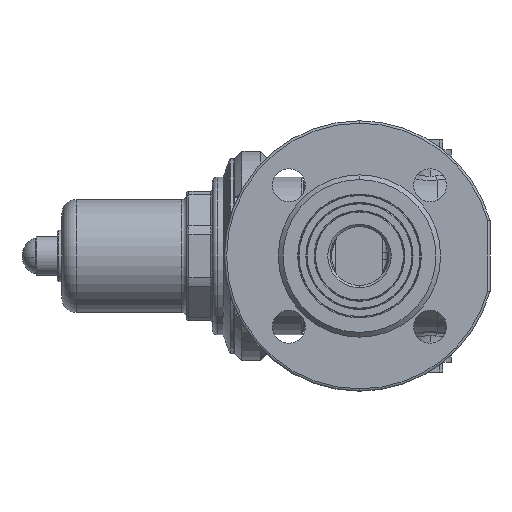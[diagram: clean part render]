
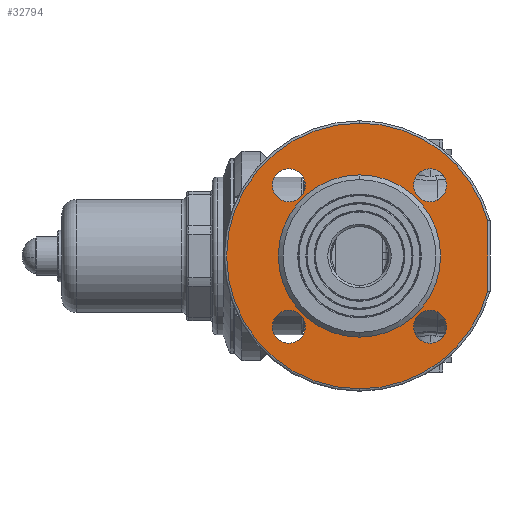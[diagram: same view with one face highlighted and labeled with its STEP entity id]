
A CAD part, left-side view. The second image highlights one B-rep face of the part: STEP entity #32794.
In plain terms, the highlighted planar face has unit normal (-1, 0, 0).
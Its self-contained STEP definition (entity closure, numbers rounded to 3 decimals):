
#15462 = CARTESIAN_POINT ( 'NONE',  ( -78., 30.052, -23.052 ) ) ;
#16175 = CARTESIAN_POINT ( 'NONE',  ( -78., 30.052, -37.052 ) ) ;
#16207 = CARTESIAN_POINT ( 'NONE',  ( -78., -30.052, -37.052 ) ) ;
#16242 = DIRECTION ( 'NONE',  ( 1., 0., 0. ) ) ;
#16271 = CIRCLE ( 'NONE', #16339, 7. ) ;
#16282 = CARTESIAN_POINT ( 'NONE',  ( -78., 30.052, -30.052 ) ) ;
#16334 = DIRECTION ( 'NONE',  ( 0., 0., -1. ) ) ;
#16339 = AXIS2_PLACEMENT_3D ( 'NONE', #16282, #16242, #16334 ) ;
#16577 = CARTESIAN_POINT ( 'NONE',  ( -78., 30.052, 23.052 ) ) ;
#16579 = CARTESIAN_POINT ( 'NONE',  ( -78., -30.052, 23.052 ) ) ;
#16600 = CARTESIAN_POINT ( 'NONE',  ( -78., -30.052, -23.052 ) ) ;
#16629 = DIRECTION ( 'NONE',  ( 0., 0., -1. ) ) ;
#16630 = DIRECTION ( 'NONE',  ( 1., 0., 0. ) ) ;
#16631 = CARTESIAN_POINT ( 'NONE',  ( -78., -30.052, -30.052 ) ) ;
#16632 = AXIS2_PLACEMENT_3D ( 'NONE', #16631, #16630, #16629 ) ;
#16633 = CIRCLE ( 'NONE', #16632, 7. ) ;
#16695 = CARTESIAN_POINT ( 'NONE',  ( -78., 30.052, 37.052 ) ) ;
#16822 = CARTESIAN_POINT ( 'NONE',  ( -78., -30.052, 37.052 ) ) ;
#16869 = CIRCLE ( 'NONE', #16902, 7. ) ;
#16901 = DIRECTION ( 'NONE',  ( 0., 0., -1. ) ) ;
#16902 = AXIS2_PLACEMENT_3D ( 'NONE', #16906, #16907, #16901 ) ;
#16906 = CARTESIAN_POINT ( 'NONE',  ( -78., -30.052, 30.052 ) ) ;
#16907 = DIRECTION ( 'NONE',  ( 1., 0., 0. ) ) ;
#17038 = DIRECTION ( 'NONE',  ( 0., 0., -1. ) ) ;
#17039 = DIRECTION ( 'NONE',  ( 1., 0., 0. ) ) ;
#17040 = AXIS2_PLACEMENT_3D ( 'NONE', #17044, #17039, #17038 ) ;
#17042 = CIRCLE ( 'NONE', #17040, 7. ) ;
#17044 = CARTESIAN_POINT ( 'NONE',  ( -78., 30.052, 30.052 ) ) ;
#24248 = CARTESIAN_POINT ( 'NONE',  ( -78., 0., 56.5 ) ) ;
#25178 = CARTESIAN_POINT ( 'NONE',  ( -78., -54.5, 14.9 ) ) ;
#25724 = CIRCLE ( 'NONE', #25729, 56.5 ) ;
#25728 = CARTESIAN_POINT ( 'NONE',  ( -78., 0., 0. ) ) ;
#25729 = AXIS2_PLACEMENT_3D ( 'NONE', #25728, #25776, #25775 ) ;
#25768 = CARTESIAN_POINT ( 'NONE',  ( -78., 0., 34.5 ) ) ;
#25775 = DIRECTION ( 'NONE',  ( 0., 0., 1. ) ) ;
#25776 = DIRECTION ( 'NONE',  ( -1., 0., 0. ) ) ;
#25815 = CARTESIAN_POINT ( 'NONE',  ( -78., 0., -56.5 ) ) ;
#25821 = AXIS2_PLACEMENT_3D ( 'NONE', #25883, #25882, #25881 ) ;
#25822 = CIRCLE ( 'NONE', #25821, 56.5 ) ;
#25844 = CIRCLE ( 'NONE', #25860, 34.5 ) ;
#25860 = AXIS2_PLACEMENT_3D ( 'NONE', #25878, #25872, #25909 ) ;
#25872 = DIRECTION ( 'NONE',  ( -1., 0., 0. ) ) ;
#25878 = CARTESIAN_POINT ( 'NONE',  ( -78., 0., 0. ) ) ;
#25881 = DIRECTION ( 'NONE',  ( 0., 0., 1. ) ) ;
#25882 = DIRECTION ( 'NONE',  ( -1., 0., 0. ) ) ;
#25883 = CARTESIAN_POINT ( 'NONE',  ( -78., 0., 0. ) ) ;
#25909 = DIRECTION ( 'NONE',  ( 0., 0., 1. ) ) ;
#25958 = CARTESIAN_POINT ( 'NONE',  ( -78., 0., -34.5 ) ) ;
#32729 = EDGE_CURVE ( 'NONE', #57709, #57662, #63121, .T. ) ;
#32731 = ORIENTED_EDGE ( 'NONE', *, *, #32729, .F. ) ;
#32732 = EDGE_LOOP ( 'NONE', ( #32752, #32796 ) ) ;
#32745 = EDGE_CURVE ( 'NONE', #46027, #46273, #63136, .T. ) ;
#32752 = ORIENTED_EDGE ( 'NONE', *, *, #45209, .T. ) ;
#32780 = EDGE_LOOP ( 'NONE', ( #32731, #32789 ) ) ;
#32781 = ORIENTED_EDGE ( 'NONE', *, *, #47777, .T. ) ;
#32782 = EDGE_LOOP ( 'NONE', ( #32781, #32784 ) ) ;
#32783 = EDGE_LOOP ( 'NONE', ( #32787, #32803, #32847, #32788 ) ) ;
#32784 = ORIENTED_EDGE ( 'NONE', *, *, #32745, .T. ) ;
#32786 = EDGE_CURVE ( 'NONE', #57668, #32808, #63762, .T. ) ;
#32787 = ORIENTED_EDGE ( 'NONE', *, *, #57646, .T. ) ;
#32788 = ORIENTED_EDGE ( 'NONE', *, *, #32848, .T. ) ;
#32789 = ORIENTED_EDGE ( 'NONE', *, *, #57697, .F. ) ;
#32794 = ADVANCED_FACE ( 'NONE', ( #63747, #63792, #63755, #63766, #63764, #63745 ), #63768, .F. ) ;
#32795 = EDGE_CURVE ( 'NONE', #46023, #47182, #63820, .T. ) ;
#32796 = ORIENTED_EDGE ( 'NONE', *, *, #32811, .T. ) ;
#32797 = EDGE_LOOP ( 'NONE', ( #32798, #32800 ) ) ;
#32798 = ORIENTED_EDGE ( 'NONE', *, *, #46084, .T. ) ;
#32799 = ORIENTED_EDGE ( 'NONE', *, *, #32795, .T. ) ;
#32800 = ORIENTED_EDGE ( 'NONE', *, *, #32804, .T. ) ;
#32801 = EDGE_LOOP ( 'NONE', ( #32802, #32799 ) ) ;
#32802 = ORIENTED_EDGE ( 'NONE', *, *, #47367, .T. ) ;
#32803 = ORIENTED_EDGE ( 'NONE', *, *, #57683, .T. ) ;
#32804 = EDGE_CURVE ( 'NONE', #45099, #46066, #63804, .T. ) ;
#32808 = VERTEX_POINT ( 'NONE', #63802 ) ;
#32811 = EDGE_CURVE ( 'NONE', #44994, #43205, #63957, .T. ) ;
#32847 = ORIENTED_EDGE ( 'NONE', *, *, #32786, .T. ) ;
#32848 = EDGE_CURVE ( 'NONE', #32808, #57487, #64076, .T. ) ;
#43205 = VERTEX_POINT ( 'NONE', #15462 ) ;
#44994 = VERTEX_POINT ( 'NONE', #16175 ) ;
#45099 = VERTEX_POINT ( 'NONE', #16207 ) ;
#45209 = EDGE_CURVE ( 'NONE', #43205, #44994, #16271, .T. ) ;
#46023 = VERTEX_POINT ( 'NONE', #16579 ) ;
#46027 = VERTEX_POINT ( 'NONE', #16577 ) ;
#46066 = VERTEX_POINT ( 'NONE', #16600 ) ;
#46084 = EDGE_CURVE ( 'NONE', #46066, #45099, #16633, .T. ) ;
#46273 = VERTEX_POINT ( 'NONE', #16695 ) ;
#47182 = VERTEX_POINT ( 'NONE', #16822 ) ;
#47367 = EDGE_CURVE ( 'NONE', #47182, #46023, #16869, .T. ) ;
#47777 = EDGE_CURVE ( 'NONE', #46273, #46027, #17042, .T. ) ;
#57184 = VERTEX_POINT ( 'NONE', #24248 ) ;
#57487 = VERTEX_POINT ( 'NONE', #25178 ) ;
#57646 = EDGE_CURVE ( 'NONE', #57487, #57184, #25724, .T. ) ;
#57662 = VERTEX_POINT ( 'NONE', #25768 ) ;
#57668 = VERTEX_POINT ( 'NONE', #25815 ) ;
#57683 = EDGE_CURVE ( 'NONE', #57184, #57668, #25822, .T. ) ;
#57697 = EDGE_CURVE ( 'NONE', #57662, #57709, #25844, .T. ) ;
#57709 = VERTEX_POINT ( 'NONE', #25958 ) ;
#62994 = DIRECTION ( 'NONE',  ( 0., 0., 1. ) ) ;
#63121 = CIRCLE ( 'NONE', #63137, 34.5 ) ;
#63131 = DIRECTION ( 'NONE',  ( -1., 0., 0. ) ) ;
#63132 = CARTESIAN_POINT ( 'NONE',  ( -78., 0., 0. ) ) ;
#63136 = CIRCLE ( 'NONE', #63405, 7. ) ;
#63137 = AXIS2_PLACEMENT_3D ( 'NONE', #63132, #63131, #62994 ) ;
#63398 = DIRECTION ( 'NONE',  ( 0., 0., -1. ) ) ;
#63399 = DIRECTION ( 'NONE',  ( 1., 0., 0. ) ) ;
#63400 = CARTESIAN_POINT ( 'NONE',  ( -78., 30.052, 30.052 ) ) ;
#63405 = AXIS2_PLACEMENT_3D ( 'NONE', #63400, #63399, #63398 ) ;
#63744 = AXIS2_PLACEMENT_3D ( 'NONE', #63808, #63807, #63805 ) ;
#63745 = FACE_OUTER_BOUND ( 'NONE', #32783, .T. ) ;
#63747 = FACE_BOUND ( 'NONE', #32732, .T. ) ;
#63755 = FACE_BOUND ( 'NONE', #32801, .T. ) ;
#63756 = DIRECTION ( 'NONE',  ( 0., 0., 1. ) ) ;
#63757 = DIRECTION ( 'NONE',  ( -1., 0., 0. ) ) ;
#63759 = CARTESIAN_POINT ( 'NONE',  ( -78., 0., 0. ) ) ;
#63760 = AXIS2_PLACEMENT_3D ( 'NONE', #63759, #63757, #63756 ) ;
#63762 = CIRCLE ( 'NONE', #63760, 56.5 ) ;
#63764 = FACE_BOUND ( 'NONE', #32780, .T. ) ;
#63766 = FACE_BOUND ( 'NONE', #32782, .T. ) ;
#63768 = PLANE ( 'NONE',  #63786 ) ;
#63786 = AXIS2_PLACEMENT_3D ( 'NONE', #63815, #63814, #63812 ) ;
#63792 = FACE_BOUND ( 'NONE', #32797, .T. ) ;
#63799 = CARTESIAN_POINT ( 'NONE',  ( -78., -30.052, -30.052 ) ) ;
#63802 = CARTESIAN_POINT ( 'NONE',  ( -78., -54.5, -14.9 ) ) ;
#63804 = CIRCLE ( 'NONE', #63899, 7. ) ;
#63805 = DIRECTION ( 'NONE',  ( 0., 0., -1. ) ) ;
#63807 = DIRECTION ( 'NONE',  ( 1., 0., 0. ) ) ;
#63808 = CARTESIAN_POINT ( 'NONE',  ( -78., -30.052, 30.052 ) ) ;
#63812 = DIRECTION ( 'NONE',  ( 0., 0., -1. ) ) ;
#63814 = DIRECTION ( 'NONE',  ( 1., 0., 0. ) ) ;
#63815 = CARTESIAN_POINT ( 'NONE',  ( -78., 34.5, 0. ) ) ;
#63820 = CIRCLE ( 'NONE', #63744, 7. ) ;
#63896 = DIRECTION ( 'NONE',  ( 0., 0., -1. ) ) ;
#63898 = DIRECTION ( 'NONE',  ( 1., 0., 0. ) ) ;
#63899 = AXIS2_PLACEMENT_3D ( 'NONE', #63799, #63898, #63896 ) ;
#63951 = DIRECTION ( 'NONE',  ( 0., 0., -1. ) ) ;
#63952 = DIRECTION ( 'NONE',  ( 1., 0., 0. ) ) ;
#63953 = CARTESIAN_POINT ( 'NONE',  ( -78., 30.052, -30.052 ) ) ;
#63955 = AXIS2_PLACEMENT_3D ( 'NONE', #63953, #63952, #63951 ) ;
#63957 = CIRCLE ( 'NONE', #63955, 7. ) ;
#64070 = DIRECTION ( 'NONE',  ( 0., 0., 1. ) ) ;
#64072 = VECTOR ( 'NONE', #64070, 1000. ) ;
#64074 = CARTESIAN_POINT ( 'NONE',  ( -78., -54.5, 0. ) ) ;
#64076 = LINE ( 'NONE', #64074, #64072 ) ;
